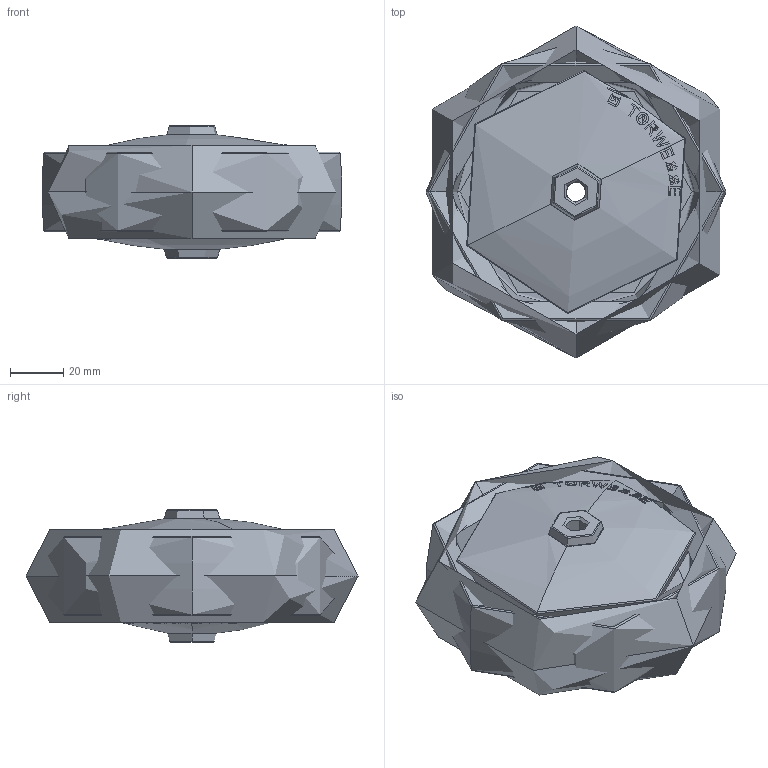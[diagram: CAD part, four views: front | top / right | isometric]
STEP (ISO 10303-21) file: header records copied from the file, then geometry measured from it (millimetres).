
FILE_DESCRIPTION (( 'STEP AP214' ), '1' );
FILE_NAME ('0034074.step', '2023-01-10T10:46:21', ( '' ), ( '' ), 'SwSTEP 2.0', 'SolidWorks 2020', '' );
FILE_SCHEMA (( 'AUTOMOTIVE_DESIGN' ));
Length unit declared in the file: millimetre
Products named in the file (1): 0034074
Bounding box: 112.87 x 125 x 50 mm (x, y, z)
Volume: 260221.4 mm3; surface area: 110993.2 mm2
Topology: 4 solids, 4 shells, 414 faces, 1012 edges, 642 vertices
Faces by surface type: bspline 244, torus 102, cone 32, cylinder 22, plane 14
Entity records: 26591 total; most frequent: CARTESIAN_POINT 14179, ORIENTED_EDGE 2024, EDGE_CURVE 1012, DIRECTION 896, B_SPLINE_CURVE_WITH_KNOTS 696, VERTEX_POINT 642, EDGE_LOOP 458, AXIS2_PLACEMENT_3D 421
